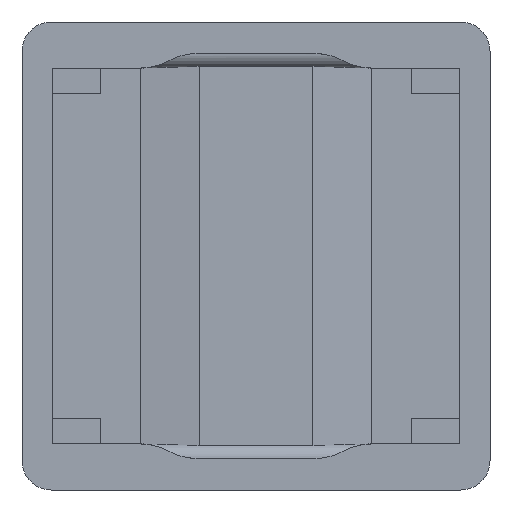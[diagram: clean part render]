
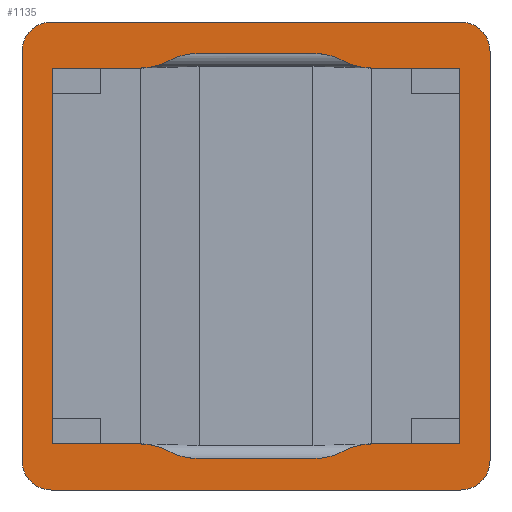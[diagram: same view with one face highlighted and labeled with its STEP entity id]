
A CAD part, front view. The second image highlights one B-rep face of the part: STEP entity #1135.
In plain terms, the highlighted planar face has unit normal (0, -1, 0).
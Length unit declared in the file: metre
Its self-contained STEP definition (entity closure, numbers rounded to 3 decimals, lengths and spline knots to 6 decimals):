
#50=CIRCLE('',#1212,0.001);
#51=CIRCLE('',#1213,0.001);
#52=CIRCLE('',#1214,0.001);
#53=CIRCLE('',#1215,0.001);
#54=CIRCLE('',#1216,0.002);
#55=CIRCLE('',#1217,0.002);
#56=CIRCLE('',#1218,0.002);
#57=CIRCLE('',#1219,0.002);
#58=CIRCLE('',#1220,0.002);
#59=CIRCLE('',#1221,0.002);
#60=CIRCLE('',#1222,0.002);
#61=CIRCLE('',#1223,0.002);
#70=ORIENTED_EDGE('',*,*,#414,.T.);
#71=ORIENTED_EDGE('',*,*,#415,.T.);
#72=ORIENTED_EDGE('',*,*,#416,.T.);
#73=ORIENTED_EDGE('',*,*,#417,.T.);
#74=ORIENTED_EDGE('',*,*,#418,.F.);
#75=ORIENTED_EDGE('',*,*,#419,.T.);
#76=ORIENTED_EDGE('',*,*,#420,.F.);
#77=ORIENTED_EDGE('',*,*,#421,.T.);
#78=ORIENTED_EDGE('',*,*,#422,.F.);
#79=ORIENTED_EDGE('',*,*,#423,.T.);
#80=ORIENTED_EDGE('',*,*,#424,.T.);
#81=ORIENTED_EDGE('',*,*,#425,.T.);
#82=ORIENTED_EDGE('',*,*,#426,.T.);
#83=ORIENTED_EDGE('',*,*,#427,.F.);
#84=ORIENTED_EDGE('',*,*,#428,.F.);
#85=ORIENTED_EDGE('',*,*,#429,.F.);
#86=ORIENTED_EDGE('',*,*,#430,.F.);
#87=ORIENTED_EDGE('',*,*,#431,.F.);
#88=ORIENTED_EDGE('',*,*,#432,.T.);
#89=ORIENTED_EDGE('',*,*,#433,.T.);
#90=ORIENTED_EDGE('',*,*,#434,.T.);
#91=ORIENTED_EDGE('',*,*,#435,.T.);
#92=ORIENTED_EDGE('',*,*,#436,.F.);
#93=ORIENTED_EDGE('',*,*,#437,.F.);
#414=EDGE_CURVE('',#586,#587,#698,.T.);
#415=EDGE_CURVE('',#587,#588,#50,.F.);
#416=EDGE_CURVE('',#588,#589,#699,.T.);
#417=EDGE_CURVE('',#589,#590,#51,.F.);
#418=EDGE_CURVE('',#591,#590,#700,.T.);
#419=EDGE_CURVE('',#591,#592,#52,.F.);
#420=EDGE_CURVE('',#593,#592,#701,.T.);
#421=EDGE_CURVE('',#593,#586,#53,.F.);
#422=EDGE_CURVE('',#594,#595,#702,.T.);
#423=EDGE_CURVE('',#594,#596,#703,.T.);
#424=EDGE_CURVE('',#596,#597,#704,.T.);
#425=EDGE_CURVE('',#597,#598,#54,.T.);
#426=EDGE_CURVE('',#598,#599,#55,.T.);
#427=EDGE_CURVE('',#600,#599,#705,.T.);
#428=EDGE_CURVE('',#601,#600,#56,.T.);
#429=EDGE_CURVE('',#602,#601,#57,.T.);
#430=EDGE_CURVE('',#603,#602,#706,.T.);
#431=EDGE_CURVE('',#604,#603,#707,.T.);
#432=EDGE_CURVE('',#604,#605,#708,.T.);
#433=EDGE_CURVE('',#605,#606,#58,.T.);
#434=EDGE_CURVE('',#606,#607,#59,.T.);
#435=EDGE_CURVE('',#607,#608,#709,.T.);
#436=EDGE_CURVE('',#609,#608,#60,.T.);
#437=EDGE_CURVE('',#595,#609,#61,.T.);
#586=VERTEX_POINT('',#1621);
#587=VERTEX_POINT('',#1622);
#588=VERTEX_POINT('',#1624);
#589=VERTEX_POINT('',#1626);
#590=VERTEX_POINT('',#1628);
#591=VERTEX_POINT('',#1630);
#592=VERTEX_POINT('',#1632);
#593=VERTEX_POINT('',#1634);
#594=VERTEX_POINT('',#1637);
#595=VERTEX_POINT('',#1638);
#596=VERTEX_POINT('',#1640);
#597=VERTEX_POINT('',#1642);
#598=VERTEX_POINT('',#1644);
#599=VERTEX_POINT('',#1646);
#600=VERTEX_POINT('',#1648);
#601=VERTEX_POINT('',#1650);
#602=VERTEX_POINT('',#1652);
#603=VERTEX_POINT('',#1654);
#604=VERTEX_POINT('',#1656);
#605=VERTEX_POINT('',#1658);
#606=VERTEX_POINT('',#1660);
#607=VERTEX_POINT('',#1662);
#608=VERTEX_POINT('',#1664);
#609=VERTEX_POINT('',#1666);
#698=LINE('',#1620,#830);
#699=LINE('',#1625,#831);
#700=LINE('',#1629,#832);
#701=LINE('',#1633,#833);
#702=LINE('',#1636,#834);
#703=LINE('',#1639,#835);
#704=LINE('',#1641,#836);
#705=LINE('',#1647,#837);
#706=LINE('',#1653,#838);
#707=LINE('',#1655,#839);
#708=LINE('',#1657,#840);
#709=LINE('',#1663,#841);
#830=VECTOR('',#1306,1.);
#831=VECTOR('',#1309,1.);
#832=VECTOR('',#1312,1.);
#833=VECTOR('',#1315,1.);
#834=VECTOR('',#1318,1.);
#835=VECTOR('',#1319,1.);
#836=VECTOR('',#1320,1.);
#837=VECTOR('',#1325,1.);
#838=VECTOR('',#1330,1.);
#839=VECTOR('',#1331,1.);
#840=VECTOR('',#1332,1.);
#841=VECTOR('',#1337,1.);
#962=EDGE_LOOP('',(#70,#71,#72,#73,#74,#75,#76,#77));
#963=EDGE_LOOP('',(#78,#79,#80,#81,#82,#83,#84,#85,#86,#87,#88,#89,#90,
#91,#92,#93));
#1026=FACE_BOUND('',#962,.T.);
#1027=FACE_BOUND('',#963,.T.);
#1090=PLANE('',#1211);
#1135=ADVANCED_FACE('',(#1026,#1027),#1090,.F.);
#1211=AXIS2_PLACEMENT_3D('',#1619,#1304,#1305);
#1212=AXIS2_PLACEMENT_3D('',#1623,#1307,#1308);
#1213=AXIS2_PLACEMENT_3D('',#1627,#1310,#1311);
#1214=AXIS2_PLACEMENT_3D('',#1631,#1313,#1314);
#1215=AXIS2_PLACEMENT_3D('',#1635,#1316,#1317);
#1216=AXIS2_PLACEMENT_3D('',#1643,#1321,#1322);
#1217=AXIS2_PLACEMENT_3D('',#1645,#1323,#1324);
#1218=AXIS2_PLACEMENT_3D('',#1649,#1326,#1327);
#1219=AXIS2_PLACEMENT_3D('',#1651,#1328,#1329);
#1220=AXIS2_PLACEMENT_3D('',#1659,#1333,#1334);
#1221=AXIS2_PLACEMENT_3D('',#1661,#1335,#1336);
#1222=AXIS2_PLACEMENT_3D('',#1665,#1338,#1339);
#1223=AXIS2_PLACEMENT_3D('',#1667,#1340,#1341);
#1304=DIRECTION('',(0.,1.,0.));
#1305=DIRECTION('',(1.,0.,0.));
#1306=DIRECTION('',(-1.,0.,0.));
#1307=DIRECTION('',(0.,1.,0.));
#1308=DIRECTION('',(0.,0.,1.));
#1309=DIRECTION('',(0.,0.,-1.));
#1310=DIRECTION('',(0.,1.,0.));
#1311=DIRECTION('',(0.,0.,1.));
#1312=DIRECTION('',(-1.,0.,0.));
#1313=DIRECTION('',(0.,1.,0.));
#1314=DIRECTION('',(0.,0.,1.));
#1315=DIRECTION('',(0.,0.,-1.));
#1316=DIRECTION('',(0.,1.,0.));
#1317=DIRECTION('',(0.,0.,1.));
#1318=DIRECTION('',(-1.,0.,0.));
#1319=DIRECTION('',(0.,0.,-1.));
#1320=DIRECTION('',(-1.,0.,0.));
#1321=DIRECTION('',(0.,-1.,0.));
#1322=DIRECTION('',(-1.,0.,0.));
#1323=DIRECTION('',(0.,1.,0.));
#1324=DIRECTION('',(-1.,0.,0.));
#1325=DIRECTION('',(1.,0.,0.));
#1326=DIRECTION('',(0.,-1.,0.));
#1327=DIRECTION('',(1.,0.,0.));
#1328=DIRECTION('',(0.,1.,0.));
#1329=DIRECTION('',(1.,0.,0.));
#1330=DIRECTION('',(1.,0.,0.));
#1331=DIRECTION('',(0.,0.,-1.));
#1332=DIRECTION('',(1.,0.,0.));
#1333=DIRECTION('',(0.,-1.,0.));
#1334=DIRECTION('',(1.,0.,0.));
#1335=DIRECTION('',(0.,1.,0.));
#1336=DIRECTION('',(1.,0.,0.));
#1337=DIRECTION('',(1.,0.,0.));
#1338=DIRECTION('',(0.,-1.,0.));
#1339=DIRECTION('',(-1.,0.,0.));
#1340=DIRECTION('',(0.,1.,0.));
#1341=DIRECTION('',(-1.,0.,0.));
#1619=CARTESIAN_POINT('',(-0.004125,0.,-0.004125));
#1620=CARTESIAN_POINT('',(0.,0.,0.008));
#1621=CARTESIAN_POINT('',(0.007,0.,0.008));
#1622=CARTESIAN_POINT('',(-0.007,0.,0.008));
#1623=CARTESIAN_POINT('',(-0.007,0.,0.007));
#1624=CARTESIAN_POINT('',(-0.008,0.,0.007));
#1625=CARTESIAN_POINT('',(-0.008,0.,0.));
#1626=CARTESIAN_POINT('',(-0.008,0.,-0.007));
#1627=CARTESIAN_POINT('',(-0.007,0.,-0.007));
#1628=CARTESIAN_POINT('',(-0.007,0.,-0.008));
#1629=CARTESIAN_POINT('',(0.,0.,-0.008));
#1630=CARTESIAN_POINT('',(0.007,0.,-0.008));
#1631=CARTESIAN_POINT('',(0.007,0.,-0.007));
#1632=CARTESIAN_POINT('',(0.008,0.,-0.007));
#1633=CARTESIAN_POINT('',(0.008,0.,0.));
#1634=CARTESIAN_POINT('',(0.008,0.,0.007));
#1635=CARTESIAN_POINT('',(0.007,0.,0.007));
#1636=CARTESIAN_POINT('',(-0.00545,0.,0.006425));
#1637=CARTESIAN_POINT('',(0.00695,0.,0.006425));
#1638=CARTESIAN_POINT('',(0.00395,0.,0.006425));
#1639=CARTESIAN_POINT('',(0.00695,0.,-0.003213));
#1640=CARTESIAN_POINT('',(0.00695,0.,-0.006425));
#1641=CARTESIAN_POINT('',(-0.004125,0.,-0.006425));
#1642=CARTESIAN_POINT('',(0.00395,0.,-0.006425));
#1643=CARTESIAN_POINT('',(0.00395,0.,-0.008425));
#1644=CARTESIAN_POINT('',(0.002982,0.,-0.006675));
#1645=CARTESIAN_POINT('',(0.002014,0.,-0.004925));
#1646=CARTESIAN_POINT('',(0.002014,0.,-0.006925));
#1647=CARTESIAN_POINT('',(-0.001007,0.,-0.006925));
#1648=CARTESIAN_POINT('',(-0.002014,0.,-0.006925));
#1649=CARTESIAN_POINT('',(-0.002014,0.,-0.004925));
#1650=CARTESIAN_POINT('',(-0.002982,0.,-0.006675));
#1651=CARTESIAN_POINT('',(-0.00395,0.,-0.008425));
#1652=CARTESIAN_POINT('',(-0.00395,0.,-0.006425));
#1653=CARTESIAN_POINT('',(-0.00545,0.,-0.006425));
#1654=CARTESIAN_POINT('',(-0.00695,0.,-0.006425));
#1655=CARTESIAN_POINT('',(-0.00695,0.,-0.003213));
#1656=CARTESIAN_POINT('',(-0.00695,0.,0.006425));
#1657=CARTESIAN_POINT('',(-0.00545,0.,0.006425));
#1658=CARTESIAN_POINT('',(-0.00395,0.,0.006425));
#1659=CARTESIAN_POINT('',(-0.00395,0.,0.008425));
#1660=CARTESIAN_POINT('',(-0.002982,0.,0.006675));
#1661=CARTESIAN_POINT('',(-0.002014,0.,0.004925));
#1662=CARTESIAN_POINT('',(-0.002014,0.,0.006925));
#1663=CARTESIAN_POINT('',(-0.001007,0.,0.006925));
#1664=CARTESIAN_POINT('',(0.002014,0.,0.006925));
#1665=CARTESIAN_POINT('',(0.002014,0.,0.004925));
#1666=CARTESIAN_POINT('',(0.002982,0.,0.006675));
#1667=CARTESIAN_POINT('',(0.00395,0.,0.008425));
